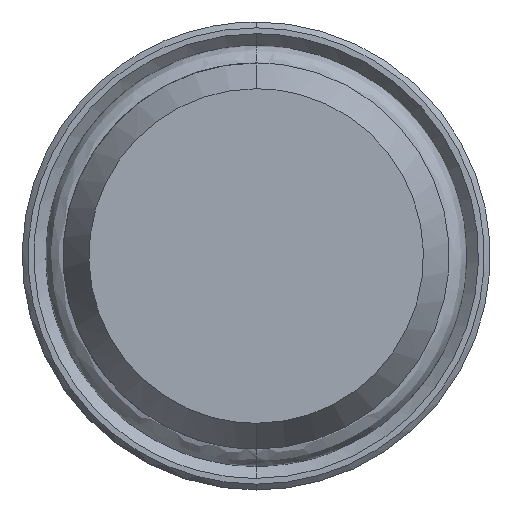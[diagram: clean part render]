
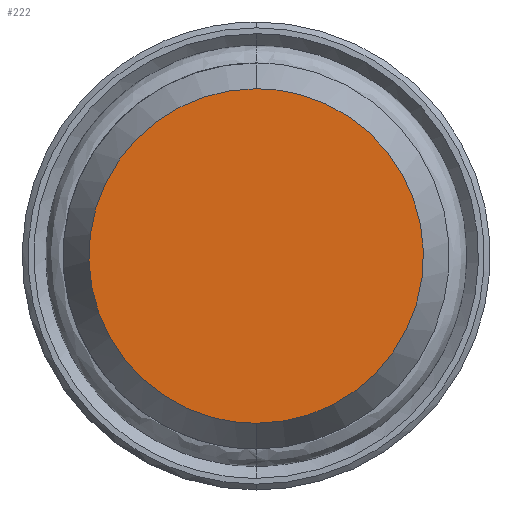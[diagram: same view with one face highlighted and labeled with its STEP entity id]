
A CAD part, front view. The second image highlights one B-rep face of the part: STEP entity #222.
In plain terms, the highlighted free-form (B-spline) face has degree [1, 1] with [2, 2] control points.
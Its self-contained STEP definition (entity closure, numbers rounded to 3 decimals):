
#24 = CARTESIAN_POINT ( 'NONE',  ( 0., 0., -7.15 ) ) ;
#31 = CARTESIAN_POINT ( 'NONE',  ( 4.363, 0., 5.684 ) ) ;
#38 = CARTESIAN_POINT ( 'NONE',  ( 4.724, 0., 5.388 ) ) ;
#63 = CARTESIAN_POINT ( 'NONE',  ( -7.15, 0., -0.469 ) ) ;
#68 = CARTESIAN_POINT ( 'NONE',  ( -6.921, 0., -1.855 ) ) ;
#77 = CARTESIAN_POINT ( 'NONE',  ( -2.302, 0., 6.785 ) ) ;
#82 = CARTESIAN_POINT ( 'NONE',  ( -3.582, 0., -6.206 ) ) ;
#207 = CARTESIAN_POINT ( 'NONE',  ( 2.302, 0., 6.785 ) ) ;
#222 = ADVANCED_FACE ( 'NONE', ( #1810 ), #1773, .T. ) ;
#235 = CARTESIAN_POINT ( 'NONE',  ( 0., 0., 7.15 ) ) ;
#243 = CARTESIAN_POINT ( 'NONE',  ( -6.426, 0., -3.17 ) ) ;
#273 = CARTESIAN_POINT ( 'NONE',  ( -7.236, 0., -7.236 ) ) ;
#299 = CARTESIAN_POINT ( 'NONE',  ( 0., 0., 7.15 ) ) ;
#307 = CARTESIAN_POINT ( 'NONE',  ( 7.236, 0., -7.236 ) ) ;
#366 = CARTESIAN_POINT ( 'NONE',  ( 0.934, 0., -7.104 ) ) ;
#376 = CARTESIAN_POINT ( 'NONE',  ( 7.15, 0., 0.469 ) ) ;
#405 = CARTESIAN_POINT ( 'NONE',  ( -5.684, 0., -4.363 ) ) ;
#421 = CARTESIAN_POINT ( 'NONE',  ( -7.104, 0., -0.934 ) ) ;
#514 = CARTESIAN_POINT ( 'NONE',  ( 5.388, 0., -4.724 ) ) ;
#533 = CARTESIAN_POINT ( 'NONE',  ( 0.469, 0., 7.15 ) ) ;
#546 = CARTESIAN_POINT ( 'NONE',  ( 2.302, 0., -6.785 ) ) ;
#556 = CARTESIAN_POINT ( 'NONE',  ( 6.921, 0., -1.855 ) ) ;
#586 = CARTESIAN_POINT ( 'NONE',  ( -4.724, 0., 5.388 ) ) ;
#596 = CARTESIAN_POINT ( 'NONE',  ( -1.855, 0., 6.921 ) ) ;
#605 = CARTESIAN_POINT ( 'NONE',  ( -0.469, 0., 7.15 ) ) ;
#611 = CARTESIAN_POINT ( 'NONE',  ( 0., 0., -7.15 ) ) ;
#623 = ORIENTED_EDGE ( 'NONE', *, *, #1950, .T. ) ;
#648 = B_SPLINE_CURVE_WITH_KNOTS ( 'NONE', 3,
 ( #24, #1249, #366, #2056, #546, #689, #1562, #679, #1880, #514, #1719, #1891, #894, #1075, #556, #902, #1597, #376, #718, #1927, #1083, #1764, #1934, #2095, #709, #38, #31, #1756, #1258, #207, #1435, #1911, #533, #1217 ),
 .UNSPECIFIED., .F., .F.,
 ( 4, 2, 2, 2, 2, 2, 2, 2, 2, 2, 2, 2, 2, 2, 2, 2, 4 ),
 ( 0., 0.196, 0.393, 0.589, 0.785, 0.982, 1.178, 1.374, 1.571, 1.767, 1.963, 2.16, 2.356, 2.553, 2.749, 2.945, 3.142 ),
 .UNSPECIFIED. ) ;
#662 = EDGE_CURVE ( 'NONE', #929, #2147, #648, .T. ) ;
#679 = CARTESIAN_POINT ( 'NONE',  ( 4.363, 0., -5.684 ) ) ;
#689 = CARTESIAN_POINT ( 'NONE',  ( 3.17, 0., -6.426 ) ) ;
#709 = CARTESIAN_POINT ( 'NONE',  ( 5.388, 0., 4.724 ) ) ;
#718 = CARTESIAN_POINT ( 'NONE',  ( 7.104, 0., 0.934 ) ) ;
#755 = CARTESIAN_POINT ( 'NONE',  ( -7.15, 0., 0.469 ) ) ;
#768 = CARTESIAN_POINT ( 'NONE',  ( -6.206, 0., -3.582 ) ) ;
#797 = CARTESIAN_POINT ( 'NONE',  ( 7.236, 0., 7.236 ) ) ;
#894 = CARTESIAN_POINT ( 'NONE',  ( 6.426, 0., -3.17 ) ) ;
#902 = CARTESIAN_POINT ( 'NONE',  ( 7.104, 0., -0.934 ) ) ;
#929 = VERTEX_POINT ( 'NONE', #2226 ) ;
#934 = CARTESIAN_POINT ( 'NONE',  ( -6.921, 0., 1.855 ) ) ;
#951 = CARTESIAN_POINT ( 'NONE',  ( -6.426, 0., 3.17 ) ) ;
#958 = CARTESIAN_POINT ( 'NONE',  ( -6.206, 0., 3.582 ) ) ;
#1001 = EDGE_LOOP ( 'NONE', ( #623, #2000 ) ) ;
#1075 = CARTESIAN_POINT ( 'NONE',  ( 6.785, 0., -2.302 ) ) ;
#1083 = CARTESIAN_POINT ( 'NONE',  ( 6.785, 0., 2.302 ) ) ;
#1118 = CARTESIAN_POINT ( 'NONE',  ( -7.104, 0., 0.934 ) ) ;
#1134 = CARTESIAN_POINT ( 'NONE',  ( -4.363, 0., -5.684 ) ) ;
#1217 = CARTESIAN_POINT ( 'NONE',  ( 0., 0., 7.15 ) ) ;
#1249 = CARTESIAN_POINT ( 'NONE',  ( 0.469, 0., -7.15 ) ) ;
#1258 = CARTESIAN_POINT ( 'NONE',  ( 3.17, 0., 6.426 ) ) ;
#1304 = CARTESIAN_POINT ( 'NONE',  ( -4.363, 0., 5.684 ) ) ;
#1305 = B_SPLINE_CURVE_WITH_KNOTS ( 'NONE', 3,
 ( #235, #605, #1955, #596, #77, #2127, #1984, #1304, #586, #1804, #2136, #958, #951, #1791, #934, #1118, #755, #63, #421, #68, #2163, #243, #768, #405, #1324, #1459, #1134, #82, #1632, #1975, #1621, #1800, #1967, #611 ),
 .UNSPECIFIED., .F., .F.,
 ( 4, 2, 2, 2, 2, 2, 2, 2, 2, 2, 2, 2, 2, 2, 2, 2, 4 ),
 ( 0., 0.196, 0.393, 0.589, 0.785, 0.982, 1.178, 1.374, 1.571, 1.767, 1.963, 2.16, 2.356, 2.553, 2.749, 2.945, 3.142 ),
 .UNSPECIFIED. ) ;
#1324 = CARTESIAN_POINT ( 'NONE',  ( -5.388, 0., -4.724 ) ) ;
#1334 = CARTESIAN_POINT ( 'NONE',  ( -7.236, 0., 7.236 ) ) ;
#1435 = CARTESIAN_POINT ( 'NONE',  ( 1.855, 0., 6.921 ) ) ;
#1459 = CARTESIAN_POINT ( 'NONE',  ( -4.724, 0., -5.388 ) ) ;
#1562 = CARTESIAN_POINT ( 'NONE',  ( 3.582, 0., -6.206 ) ) ;
#1597 = CARTESIAN_POINT ( 'NONE',  ( 7.15, 0., -0.469 ) ) ;
#1621 = CARTESIAN_POINT ( 'NONE',  ( -1.855, 0., -6.921 ) ) ;
#1632 = CARTESIAN_POINT ( 'NONE',  ( -3.17, 0., -6.426 ) ) ;
#1719 = CARTESIAN_POINT ( 'NONE',  ( 5.684, 0., -4.363 ) ) ;
#1756 = CARTESIAN_POINT ( 'NONE',  ( 3.582, 0., 6.206 ) ) ;
#1764 = CARTESIAN_POINT ( 'NONE',  ( 6.426, 0., 3.17 ) ) ;
#1773 = B_SPLINE_SURFACE_WITH_KNOTS ( 'NONE', 1, 1, ( 
 ( #1334, #797 ),
 ( #273, #307 ) ),
 .UNSPECIFIED., .F., .F., .F.,
 ( 2, 2 ),
 ( 2, 2 ),
 ( 0., 1. ),
 ( 0., 1. ),
 .UNSPECIFIED. ) ;
#1791 = CARTESIAN_POINT ( 'NONE',  ( -6.785, 0., 2.302 ) ) ;
#1800 = CARTESIAN_POINT ( 'NONE',  ( -0.934, 0., -7.104 ) ) ;
#1804 = CARTESIAN_POINT ( 'NONE',  ( -5.388, 0., 4.724 ) ) ;
#1810 = FACE_OUTER_BOUND ( 'NONE', #1001, .T. ) ;
#1880 = CARTESIAN_POINT ( 'NONE',  ( 4.724, 0., -5.388 ) ) ;
#1891 = CARTESIAN_POINT ( 'NONE',  ( 6.206, 0., -3.582 ) ) ;
#1911 = CARTESIAN_POINT ( 'NONE',  ( 0.934, 0., 7.104 ) ) ;
#1927 = CARTESIAN_POINT ( 'NONE',  ( 6.921, 0., 1.855 ) ) ;
#1934 = CARTESIAN_POINT ( 'NONE',  ( 6.206, 0., 3.582 ) ) ;
#1950 = EDGE_CURVE ( 'NONE', #2147, #929, #1305, .T. ) ;
#1955 = CARTESIAN_POINT ( 'NONE',  ( -0.934, 0., 7.104 ) ) ;
#1967 = CARTESIAN_POINT ( 'NONE',  ( -0.469, 0., -7.15 ) ) ;
#1975 = CARTESIAN_POINT ( 'NONE',  ( -2.302, 0., -6.785 ) ) ;
#1984 = CARTESIAN_POINT ( 'NONE',  ( -3.582, 0., 6.206 ) ) ;
#2000 = ORIENTED_EDGE ( 'NONE', *, *, #662, .T. ) ;
#2056 = CARTESIAN_POINT ( 'NONE',  ( 1.855, 0., -6.921 ) ) ;
#2095 = CARTESIAN_POINT ( 'NONE',  ( 5.684, 0., 4.363 ) ) ;
#2127 = CARTESIAN_POINT ( 'NONE',  ( -3.17, 0., 6.426 ) ) ;
#2136 = CARTESIAN_POINT ( 'NONE',  ( -5.684, 0., 4.363 ) ) ;
#2147 = VERTEX_POINT ( 'NONE', #299 ) ;
#2163 = CARTESIAN_POINT ( 'NONE',  ( -6.785, 0., -2.302 ) ) ;
#2226 = CARTESIAN_POINT ( 'NONE',  ( 0., 0., -7.15 ) ) ;
